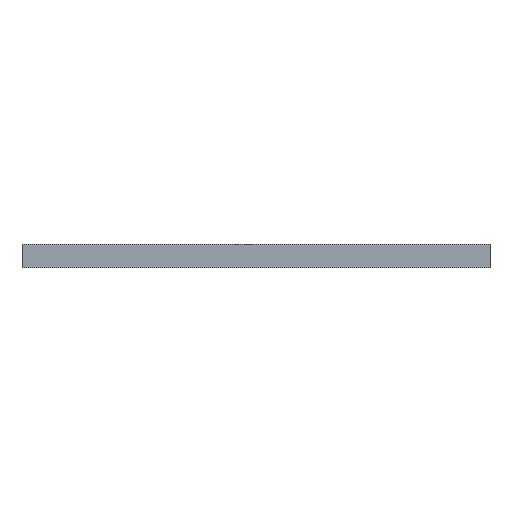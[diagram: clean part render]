
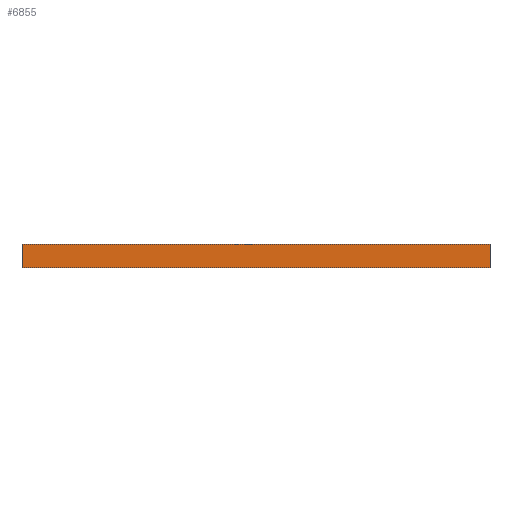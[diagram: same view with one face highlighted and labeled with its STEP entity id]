
A CAD part, front view. The second image highlights one B-rep face of the part: STEP entity #6855.
In plain terms, the highlighted planar face has unit normal (0, -1, 0).
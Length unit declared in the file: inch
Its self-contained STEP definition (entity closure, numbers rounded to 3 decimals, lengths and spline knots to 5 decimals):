
#2 = CARTESIAN_POINT ( 'NONE',  ( -0.59055, -0.59055, 0. ) ) ;
#98 = EDGE_LOOP ( 'NONE', ( #109, #2665, #5845, #3434 ) ) ;
#109 = ORIENTED_EDGE ( 'NONE', *, *, #1751, .F. ) ;
#379 = DIRECTION ( 'NONE',  ( 1., 0., 0. ) ) ;
#552 = VECTOR ( 'NONE', #978, 39.37008 ) ;
#630 = VERTEX_POINT ( 'NONE', #3879 ) ;
#725 = VERTEX_POINT ( 'NONE', #925 ) ;
#925 = CARTESIAN_POINT ( 'NONE',  ( -0.59055, -0.59055, 0.01969 ) ) ;
#978 = DIRECTION ( 'NONE',  ( 0., 0., 1. ) ) ;
#1140 = VECTOR ( 'NONE', #379, 39.37008 ) ;
#1751 = EDGE_CURVE ( 'NONE', #5101, #725, #7192, .T. ) ;
#2158 = CARTESIAN_POINT ( 'NONE',  ( -0.59055, -0.59055, 0.01969 ) ) ;
#2294 = AXIS2_PLACEMENT_3D ( 'NONE', #2, #5951, #2400 ) ;
#2400 = DIRECTION ( 'NONE',  ( 1., 0., 0. ) ) ;
#2665 = ORIENTED_EDGE ( 'NONE', *, *, #3326, .T. ) ;
#3043 = CARTESIAN_POINT ( 'NONE',  ( -0.59055, -0.59055, -0.03937 ) ) ;
#3204 = VERTEX_POINT ( 'NONE', #7096 ) ;
#3326 = EDGE_CURVE ( 'NONE', #5101, #3204, #5977, .T. ) ;
#3434 = ORIENTED_EDGE ( 'NONE', *, *, #4449, .F. ) ;
#3520 = FACE_OUTER_BOUND ( 'NONE', #98, .T. ) ;
#3562 = VECTOR ( 'NONE', #4250, 39.37008 ) ;
#3879 = CARTESIAN_POINT ( 'NONE',  ( 0.59055, -0.59055, 0.01969 ) ) ;
#4012 = EDGE_CURVE ( 'NONE', #3204, #630, #7450, .T. ) ;
#4174 = PLANE ( 'NONE',  #2294 ) ;
#4250 = DIRECTION ( 'NONE',  ( 0., 0., 1. ) ) ;
#4317 = CARTESIAN_POINT ( 'NONE',  ( -0.59055, -0.59055, 0. ) ) ;
#4387 = VECTOR ( 'NONE', #6149, 39.37008 ) ;
#4449 = EDGE_CURVE ( 'NONE', #725, #630, #6408, .T. ) ;
#5101 = VERTEX_POINT ( 'NONE', #3043 ) ;
#5475 = CARTESIAN_POINT ( 'NONE',  ( 0.59055, -0.59055, 0. ) ) ;
#5572 = CARTESIAN_POINT ( 'NONE',  ( -0.59055, -0.59055, -0.03937 ) ) ;
#5845 = ORIENTED_EDGE ( 'NONE', *, *, #4012, .T. ) ;
#5951 = DIRECTION ( 'NONE',  ( 0., -1., 0. ) ) ;
#5977 = LINE ( 'NONE', #5572, #4387 ) ;
#6149 = DIRECTION ( 'NONE',  ( 1., 0., 0. ) ) ;
#6408 = LINE ( 'NONE', #2158, #1140 ) ;
#6855 = ADVANCED_FACE ( 'NONE', ( #3520 ), #4174, .T. ) ;
#7096 = CARTESIAN_POINT ( 'NONE',  ( 0.59055, -0.59055, -0.03937 ) ) ;
#7192 = LINE ( 'NONE', #4317, #552 ) ;
#7450 = LINE ( 'NONE', #5475, #3562 ) ;
